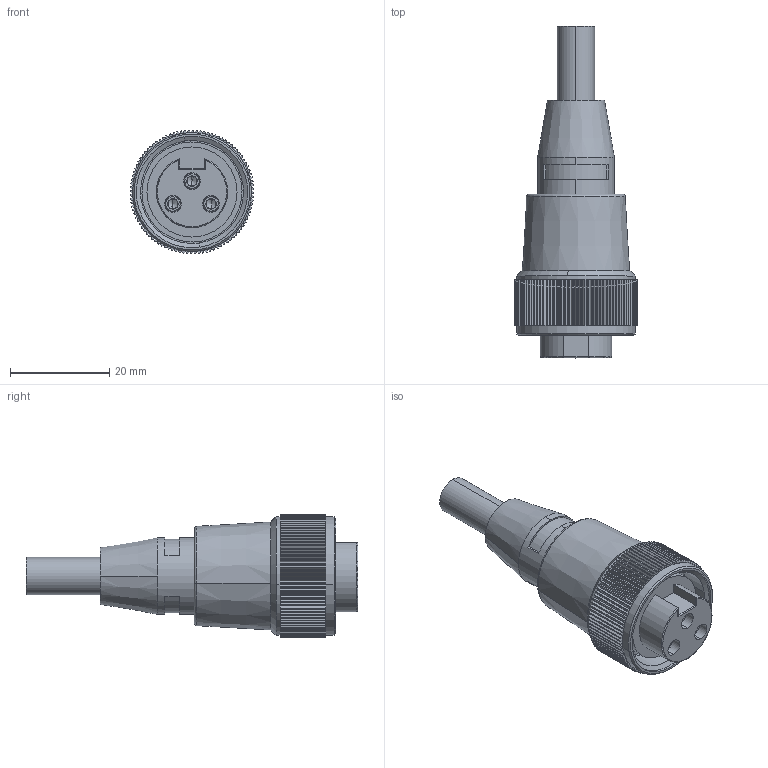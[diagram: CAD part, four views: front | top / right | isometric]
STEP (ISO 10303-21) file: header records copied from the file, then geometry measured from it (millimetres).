
FILE_DESCRIPTION((''),'2;1');
FILE_NAME('MK3-M','2019-04-24T',('Administrator'),(''),'PRO/ENGINEER BY PARAMETRIC TECHNOLOGY CORPORATION, 2012480','PRO/ENGINEER BY PARAMETRIC TECHNOLOGY CORPORATION, 2012480','');
FILE_SCHEMA(('CONFIG_CONTROL_DESIGN'));
Length unit declared in the file: millimetre
Products named in the file (1): MK3-M
Bounding box: 25 x 67 x 25 mm (x, y, z)
Volume: 13639.7 mm3; surface area: 9143.2 mm2
Topology: 2 solids, 8 shells, 496 faces, 1357 edges, 894 vertices
Faces by surface type: plane 271, cylinder 187, cone 30, torus 8
Entity records: 15835 total; most frequent: DIRECTION 2796, CARTESIAN_POINT 2780, ORIENTED_EDGE 2702, EDGE_CURVE 1351, AXIS2_PLACEMENT_3D 953, VERTEX_POINT 894, VECTOR 890, LINE 890
